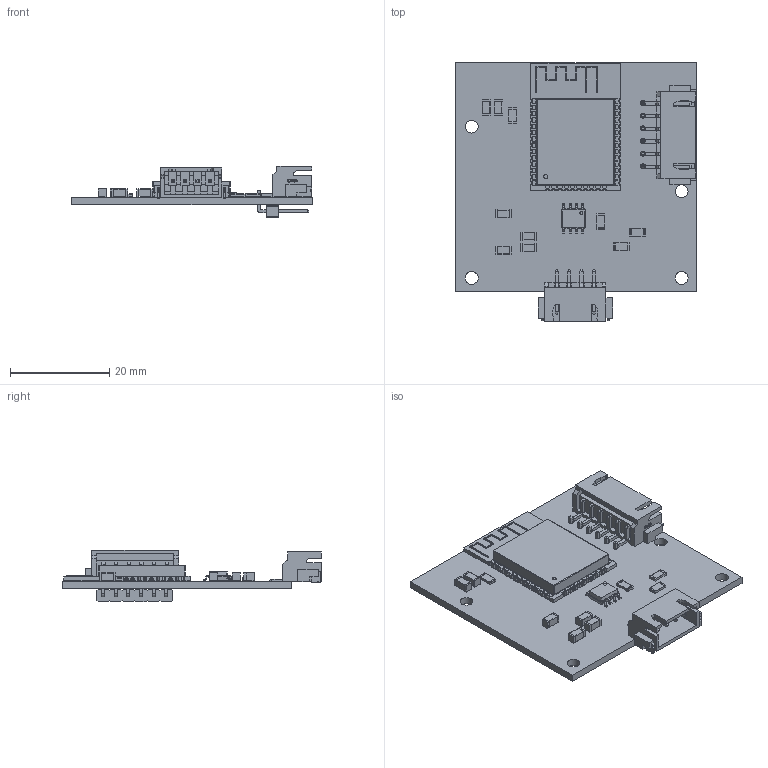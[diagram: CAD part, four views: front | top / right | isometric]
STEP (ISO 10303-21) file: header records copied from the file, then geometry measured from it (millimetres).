
FILE_DESCRIPTION(('KiCad electronic assembly'),'2;1');
FILE_NAME('trailer-shunt-can-bus.step','2025-12-16T10:40:33',('Pcbnew'), ('Kicad'),'Open CASCADE STEP processor 7.8','KiCad to STEP converter', 'Unknown');
FILE_SCHEMA(('AUTOMOTIVE_DESIGN { 1 0 10303 214 1 1 1 1 }'));
Length unit declared in the file: millimetre
Products named in the file (9): trailer-shunt-can-bus 1; R_1206_3216Metric; C_1206_3216Metric; SOIC-8_3.9x4.9mm_P1.27mm; ESP32-WROOM-32; CONN-SMD_ZX-XH2.54-6PWT; CONN-SMD_4P-P2.50-WAFER-254W-4P; PinHeader_1x06_P2.54mm_Horizontal; trailecurrent-can-to-espnow-gateway_PCB
Assembly tree (16 placements, depth 2):
  trailer-shunt-can-bus 1
    R_1206_3216Metric  x4
    C_1206_3216Metric  x6
    SOIC-8_3.9x4.9mm_P1.27mm
    ESP32-WROOM-32
    CONN-SMD_ZX-XH2.54-6PWT
    CONN-SMD_4P-P2.50-WAFER-254W-4P
    PinHeader_1x06_P2.54mm_Horizontal
    trailecurrent-can-to-espnow-gateway_PCB
Bounding box: 48.37 x 52.12 x 10.32 mm (x, y, z)
Volume: 5128.3 mm3; surface area: 8504.8 mm2
Topology: 37 solids, 38 shells, 2404 faces, 6330 edges, 4061 vertices
Faces by surface type: plane 1839, cylinder 335, bspline 226, sphere 4
Full cylindrical faces by diameter (mm): 0.2 x12, 0.8 x2, 1 x6, 2.6 x4
Entity records: 83900 total; most frequent: CARTESIAN_POINT 15136, ORIENTED_EDGE 11523, DIRECTION 9997, EDGE_CURVE 5762, LINE 4577, VECTOR 4577, VERTEX_POINT 3689, AXIS2_PLACEMENT_3D 2710
